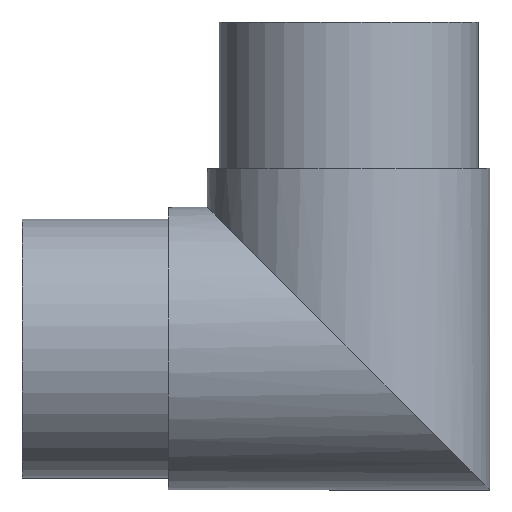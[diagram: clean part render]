
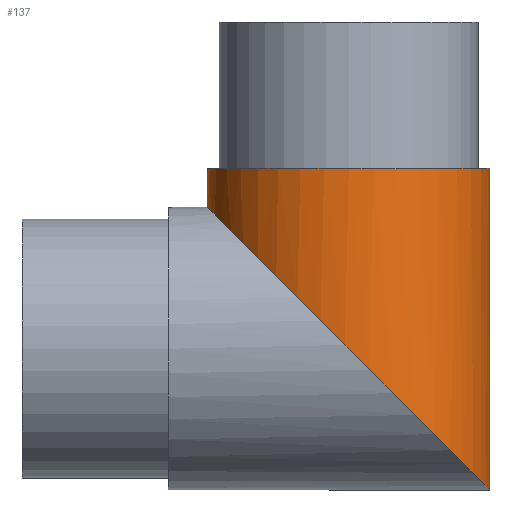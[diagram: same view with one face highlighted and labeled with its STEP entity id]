
A CAD part, front view. The second image highlights one B-rep face of the part: STEP entity #137.
In plain terms, the highlighted cylindrical face has radius 24.15 mm (diameter 48.3 mm), a partial arc.
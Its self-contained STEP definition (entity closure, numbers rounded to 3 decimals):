
#32 = CARTESIAN_POINT ( 'NONE',  ( 24.15, 0., 0. ) ) ;
#74 = AXIS2_PLACEMENT_3D ( 'NONE', #486, #140, #215 ) ;
#77 = EDGE_CURVE ( 'NONE', #425, #236, #308, .T. ) ;
#89 = CARTESIAN_POINT ( 'NONE',  ( -24.15, 0., -6.7 ) ) ;
#117 = DIRECTION ( 'NONE',  ( 0., 0., 1. ) ) ;
#119 = CARTESIAN_POINT ( 'NONE',  ( 0., 0., 0. ) ) ;
#125 = ORIENTED_EDGE ( 'NONE', *, *, #463, .F. ) ;
#132 = FACE_OUTER_BOUND ( 'NONE', #471, .T. ) ;
#137 = ADVANCED_FACE ( 'NONE', ( #132 ), #365, .T. ) ;
#140 = DIRECTION ( 'NONE',  ( 0., 0., -1. ) ) ;
#177 = LINE ( 'NONE', #207, #295 ) ;
#184 = EDGE_CURVE ( 'NONE', #265, #334, #177, .T. ) ;
#187 = ORIENTED_EDGE ( 'NONE', *, *, #271, .F. ) ;
#207 = CARTESIAN_POINT ( 'NONE',  ( 24.15, 0., 0. ) ) ;
#215 = DIRECTION ( 'NONE',  ( -1., 0., 0. ) ) ;
#216 = ORIENTED_EDGE ( 'NONE', *, *, #77, .T. ) ;
#229 = CARTESIAN_POINT ( 'NONE',  ( 24.15, 0., -55. ) ) ;
#234 = DIRECTION ( 'NONE',  ( 0., 0., -1. ) ) ;
#236 = VERTEX_POINT ( 'NONE', #381 ) ;
#261 = AXIS2_PLACEMENT_3D ( 'NONE', #119, #117, #421 ) ;
#265 = VERTEX_POINT ( 'NONE', #32 ) ;
#268 = CARTESIAN_POINT ( 'NONE',  ( -24.15, 0., 0. ) ) ;
#269 = CIRCLE ( 'NONE', #261, 24.15 ) ;
#271 = EDGE_CURVE ( 'NONE', #425, #265, #269, .T. ) ;
#276 = CARTESIAN_POINT ( 'NONE',  ( 24.15, -48.3, -55. ) ) ;
#295 = VECTOR ( 'NONE', #501, 1000. ) ;
#308 = LINE ( 'NONE', #268, #437 ) ;
#313 = CARTESIAN_POINT ( 'NONE',  ( -24.15, -48.3, -6.7 ) ) ;
#334 = VERTEX_POINT ( 'NONE', #229 ) ;
#361 =( BOUNDED_CURVE ( )  B_SPLINE_CURVE ( 3, ( #399, #276, #313, #89 ),
 .UNSPECIFIED., .F., .T. ) 
 B_SPLINE_CURVE_WITH_KNOTS ( ( 4, 4 ),
 ( 0., 3.142 ),
 .UNSPECIFIED. ) 
 CURVE ( )  GEOMETRIC_REPRESENTATION_ITEM ( )  RATIONAL_B_SPLINE_CURVE ( ( 1., 0.333, 0.333, 1. ) ) 
 REPRESENTATION_ITEM ( '' )  );
#365 = CYLINDRICAL_SURFACE ( 'NONE', #74, 24.15 ) ;
#381 = CARTESIAN_POINT ( 'NONE',  ( -24.15, 0., -6.7 ) ) ;
#399 = CARTESIAN_POINT ( 'NONE',  ( 24.15, 0., -55. ) ) ;
#421 = DIRECTION ( 'NONE',  ( 1., 0., 0. ) ) ;
#425 = VERTEX_POINT ( 'NONE', #438 ) ;
#437 = VECTOR ( 'NONE', #234, 1000. ) ;
#438 = CARTESIAN_POINT ( 'NONE',  ( -24.15, 0., 0. ) ) ;
#463 = EDGE_CURVE ( 'NONE', #334, #236, #361, .T. ) ;
#471 = EDGE_LOOP ( 'NONE', ( #474, #187, #216, #125 ) ) ;
#474 = ORIENTED_EDGE ( 'NONE', *, *, #184, .F. ) ;
#486 = CARTESIAN_POINT ( 'NONE',  ( 0., 0., 0. ) ) ;
#501 = DIRECTION ( 'NONE',  ( 0., 0., -1. ) ) ;
